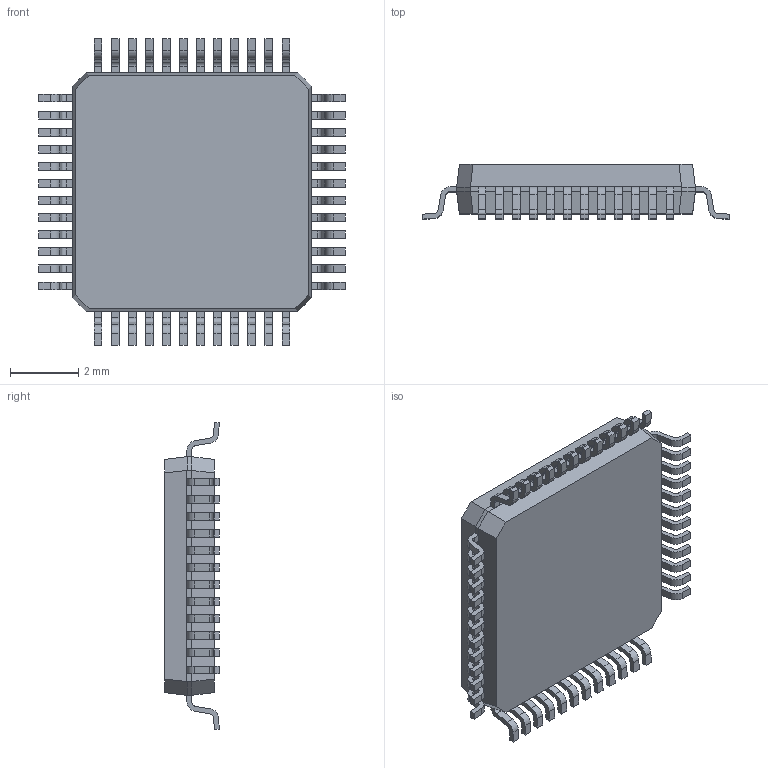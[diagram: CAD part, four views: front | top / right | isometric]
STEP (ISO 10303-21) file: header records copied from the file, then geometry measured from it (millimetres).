
FILE_DESCRIPTION (( 'STEP AP214' ), '1' );
FILE_NAME ('FT232HL-REEL.STEP', '2023-05-18T07:34:28', ( '' ), ( '' ), 'SwSTEP 2.0', 'SolidWorks 2021', '' );
FILE_SCHEMA (( 'AUTOMOTIVE_DESIGN' ));
Length unit declared in the file: millimetre
Products named in the file (1): FT232HL-REEL
Bounding box: 9 x 1.6 x 9 mm (x, y, z)
Volume: 71.5 mm3; surface area: 189.6 mm2
Topology: 50 solids, 50 shells, 705 faces, 1812 edges, 1208 vertices
Faces by surface type: plane 509, cylinder 196
Entity records: 21813 total; most frequent: CARTESIAN_POINT 3726, ORIENTED_EDGE 3624, DIRECTION 3616, EDGE_CURVE 1812, VECTOR 1420, LINE 1420, VERTEX_POINT 1208, AXIS2_PLACEMENT_3D 1098
